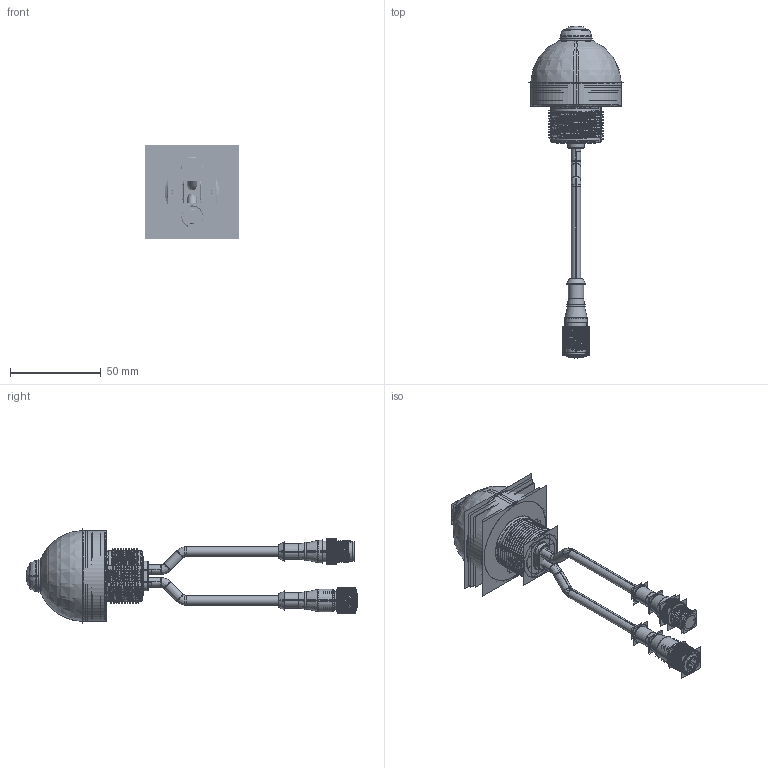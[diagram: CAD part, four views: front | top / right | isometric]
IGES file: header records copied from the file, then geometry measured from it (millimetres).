
Start section:  PTC IGES file: 212849.igs
Global section: file name: 212849.igs; native system: Creo Parametric by PTC Inc.; preprocessor: 2019292; author: PDMAdmin; organization: Unknown; date: 20200120.143746; units: millimetre
Bounding box: 52.03 x 183.01 x 52 mm (x, y, z)
Volume: 43469.6 mm3; surface area: 588581.4 mm2
Topology: 20 solids, 92 shells, 12626 faces, 56250 edges, 67209 vertices
Faces by surface type: bspline 9212, revolution 3414
